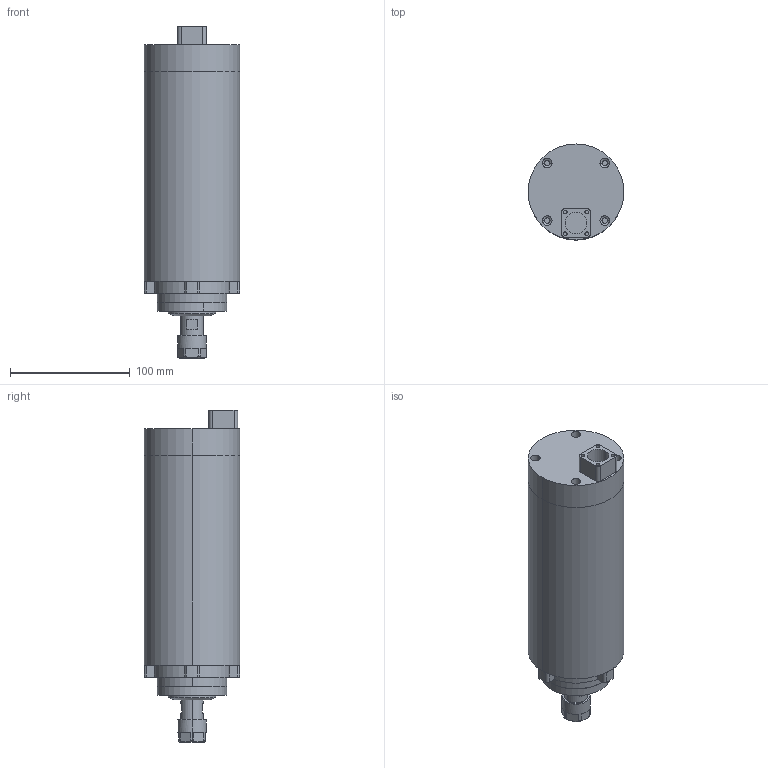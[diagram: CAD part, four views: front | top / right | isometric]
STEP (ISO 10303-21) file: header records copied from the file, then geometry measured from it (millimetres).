
FILE_DESCRIPTION (( 'STEP AP214' ), '1' );
FILE_NAME ('GDF80-24Z-2.2.STEP', '2021-04-26T05:12:40', ( '萇齟' ), ( '' ), 'SwSTEP 2.0', 'SolidWorks 2018', '' );
FILE_SCHEMA (( 'AUTOMOTIVE_DESIGN' ));
Length unit declared in the file: millimetre
Products named in the file (9): GDF80-24Z-2.2儂褲; GDF80-24Z-2.2前螺母; GDF80-24Z-2.2; ER16蹟簽; GDF80-24Z-2.2前盖; GDF80-24Z-2.2儂裔; ER16粟俶芠標; GDF80-24Z-2.2粣芛; GDF80-24Z-1.5堤盄釱
Assembly tree (8 placements, depth 2):
  GDF80-24Z-2.2
    GDF80-24Z-2.2儂褲
    GDF80-24Z-1.5堤盄釱
    GDF80-24Z-2.2儂裔
    GDF80-24Z-2.2前盖
    GDF80-24Z-2.2前螺母
    GDF80-24Z-2.2粣芛
    ER16粟俶芠標
    ER16蹟簽
Bounding box: 80 x 80 x 277.7 mm (x, y, z)
Volume: 1073120.7 mm3; surface area: 105349.1 mm2
Topology: 8 solids, 8 shells, 174 faces, 397 edges, 256 vertices
Faces by surface type: cylinder 91, plane 61, cone 16, torus 6
Entity records: 5589 total; most frequent: CARTESIAN_POINT 1020, DIRECTION 983, ORIENTED_EDGE 794, AXIS2_PLACEMENT_3D 407, EDGE_CURVE 397, VERTEX_POINT 256, CIRCLE 222, EDGE_LOOP 215
